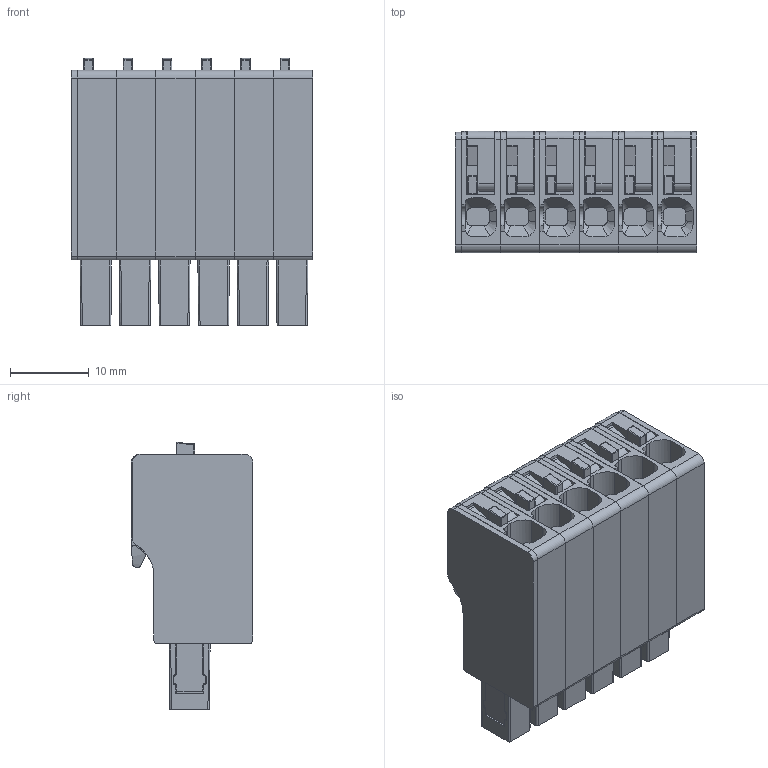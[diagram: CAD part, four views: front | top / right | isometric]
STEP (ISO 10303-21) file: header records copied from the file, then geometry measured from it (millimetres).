
FILE_DESCRIPTION(('CATIA V5R22 STEP214','CAx-IF Rec.Pracs.--- Model Styling and Organization---1.4--- 2014-01-23'),'2;1');
FILE_NAME ('D1463843_1', '2020-08-03T12:32:17+00:00', ('Weidmueller Interface'), ('Weidmueller'), 'CATIA Version 5-6 Release 2016 SP3 HF44', 'CATIA V5 STEP AP214', 'none');
FILE_SCHEMA(('AUTOMOTIVE_DESIGN { 1 0 10303 214 1 1 1 1 }'));
Length unit declared in the file: millimetre
Products named in the file (1): 2741600000
Bounding box: 30.8 x 15.5 x 34 mm (x, y, z)
Volume: 10533.1 mm3; surface area: 11790.4 mm2
Topology: 19 solids, 19 shells, 1441 faces, 3972 edges, 2596 vertices
Faces by surface type: plane 854, cylinder 492, sphere 48, cone 28, bspline 13, torus 6
Entity records: 47234 total; most frequent: CARTESIAN_POINT 12536, ORIENTED_EDGE 7800, DIRECTION 5866, EDGE_CURVE 3900, VERTEX_POINT 2584, VECTOR 2451, LINE 2451, AXIS2_PLACEMENT_3D 2098
